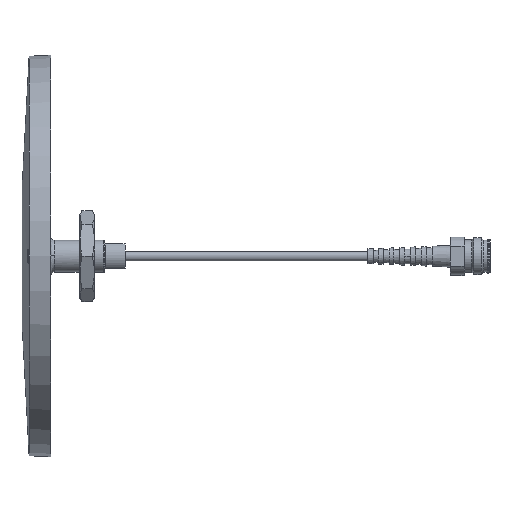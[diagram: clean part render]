
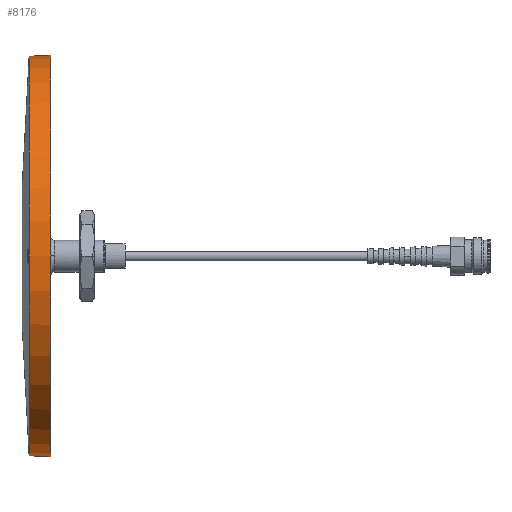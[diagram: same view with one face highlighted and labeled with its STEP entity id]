
A CAD part, left-side view. The second image highlights one B-rep face of the part: STEP entity #8176.
In plain terms, the highlighted conical face has half-angle 2.5 degrees and reference radius 110 mm.
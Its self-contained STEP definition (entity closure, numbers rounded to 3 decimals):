
#1867 = LINE ( 'NONE', #24648, #21318 ) ;
#3694 = CIRCLE ( 'NONE', #14160, 109.476 ) ;
#3708 = DIRECTION ( 'NONE',  ( 0., -1., 0. ) ) ;
#4088 = EDGE_CURVE ( 'NONE', #24589, #10315, #1867, .T. ) ;
#4184 = DIRECTION ( 'NONE',  ( 0., 0., -1. ) ) ;
#4589 = CARTESIAN_POINT ( 'NONE',  ( 0., 11.8, 0.15 ) ) ;
#5754 = DIRECTION ( 'NONE',  ( 0., 0., -1. ) ) ;
#5963 = DIRECTION ( 'NONE',  ( 0., -0.999, -0.044 ) ) ;
#6742 = EDGE_CURVE ( 'NONE', #24589, #14593, #3694, .T. ) ;
#7705 = VERTEX_POINT ( 'NONE', #15268 ) ;
#8176 = ADVANCED_FACE ( 'NONE', ( #18052 ), #26425, .T. ) ;
#8360 = CARTESIAN_POINT ( 'NONE',  ( 0., 11.8, -109.326 ) ) ;
#9417 = VECTOR ( 'NONE', #13261, 1000. ) ;
#10315 = VERTEX_POINT ( 'NONE', #20771 ) ;
#11092 = AXIS2_PLACEMENT_3D ( 'NONE', #11354, #17653, #25945 ) ;
#11354 = CARTESIAN_POINT ( 'NONE',  ( 0., -0.2, 0.15 ) ) ;
#13261 = DIRECTION ( 'NONE',  ( 0., -0.999, 0.044 ) ) ;
#14135 = CIRCLE ( 'NONE', #11092, 110. ) ;
#14160 = AXIS2_PLACEMENT_3D ( 'NONE', #4589, #14826, #4184 ) ;
#14593 = VERTEX_POINT ( 'NONE', #20369 ) ;
#14684 = AXIS2_PLACEMENT_3D ( 'NONE', #20636, #3708, #5754 ) ;
#14826 = DIRECTION ( 'NONE',  ( 0., 1., 0. ) ) ;
#15253 = ORIENTED_EDGE ( 'NONE', *, *, #18223, .T. ) ;
#15268 = CARTESIAN_POINT ( 'NONE',  ( 0., -0.2, 110.15 ) ) ;
#17653 = DIRECTION ( 'NONE',  ( 0., 1., 0. ) ) ;
#18014 = EDGE_LOOP ( 'NONE', ( #23444, #18123, #22749, #15253 ) ) ;
#18052 = FACE_OUTER_BOUND ( 'NONE', #18014, .T. ) ;
#18123 = ORIENTED_EDGE ( 'NONE', *, *, #6742, .F. ) ;
#18223 = EDGE_CURVE ( 'NONE', #10315, #7705, #14135, .T. ) ;
#19171 = LINE ( 'NONE', #25680, #9417 ) ;
#20369 = CARTESIAN_POINT ( 'NONE',  ( 0., 11.8, 109.626 ) ) ;
#20636 = CARTESIAN_POINT ( 'NONE',  ( 0., -0.2, 0.15 ) ) ;
#20771 = CARTESIAN_POINT ( 'NONE',  ( 0., -0.2, -109.85 ) ) ;
#21318 = VECTOR ( 'NONE', #5963, 1000. ) ;
#21969 = EDGE_CURVE ( 'NONE', #14593, #7705, #19171, .T. ) ;
#22749 = ORIENTED_EDGE ( 'NONE', *, *, #4088, .T. ) ;
#23444 = ORIENTED_EDGE ( 'NONE', *, *, #21969, .F. ) ;
#24589 = VERTEX_POINT ( 'NONE', #8360 ) ;
#24648 = CARTESIAN_POINT ( 'NONE',  ( 0., -0.2, -109.85 ) ) ;
#25680 = CARTESIAN_POINT ( 'NONE',  ( 0., -0.2, 110.15 ) ) ;
#25945 = DIRECTION ( 'NONE',  ( 0., 0., -1. ) ) ;
#26425 = CONICAL_SURFACE ( 'NONE', #14684, 110., 0.044 ) ;
